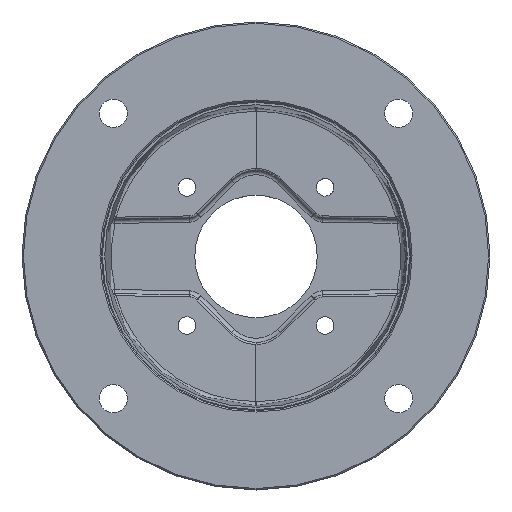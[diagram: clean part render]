
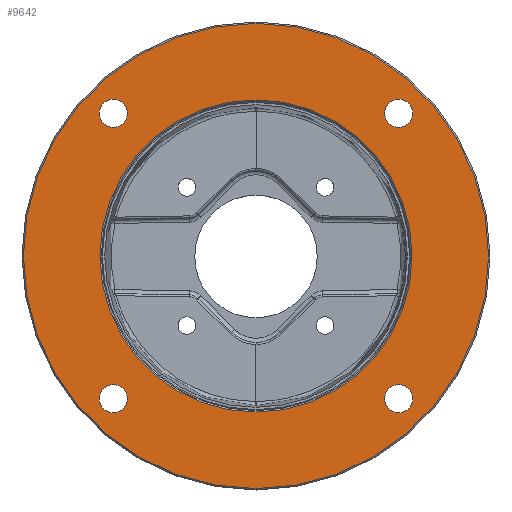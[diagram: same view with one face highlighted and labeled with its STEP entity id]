
A CAD part, top view. The second image highlights one B-rep face of the part: STEP entity #9642.
In plain terms, the highlighted planar face has unit normal (0, 0, 1).
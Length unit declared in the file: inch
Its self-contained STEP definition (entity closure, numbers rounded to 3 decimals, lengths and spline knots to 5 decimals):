
#12=CARTESIAN_POINT('',(0.,0.,-0.06));
#13=DIRECTION('',(0.,0.,1.));
#14=DIRECTION('',(0.,1.,0.));
#15=AXIS2_PLACEMENT_3D('',#12,#13,#14);
#21=CARTESIAN_POINT('',(0.,0.,-0.06));
#22=DIRECTION('',(0.,0.,-1.));
#23=DIRECTION('',(0.,1.,0.));
#24=AXIS2_PLACEMENT_3D('',#21,#22,#23);
#465=CARTESIAN_POINT('',(-2.07713,2.07713,-0.06));
#466=DIRECTION('',(0.,0.,-1.));
#467=DIRECTION('',(-0.707,0.707,0.));
#468=AXIS2_PLACEMENT_3D('',#465,#466,#467);
#470=CARTESIAN_POINT('',(-2.07713,2.07713,-0.06));
#471=DIRECTION('',(0.,0.,-1.));
#472=DIRECTION('',(0.707,-0.707,0.));
#473=AXIS2_PLACEMENT_3D('',#470,#471,#472);
#475=CARTESIAN_POINT('',(-2.07713,-2.07713,-0.06));
#476=DIRECTION('',(0.,0.,-1.));
#477=DIRECTION('',(-0.707,-0.707,0.));
#478=AXIS2_PLACEMENT_3D('',#475,#476,#477);
#480=CARTESIAN_POINT('',(-2.07713,-2.07713,-0.06));
#481=DIRECTION('',(0.,0.,-1.));
#482=DIRECTION('',(0.707,0.707,0.));
#483=AXIS2_PLACEMENT_3D('',#480,#481,#482);
#485=CARTESIAN_POINT('',(2.07713,-2.07713,-0.06));
#486=DIRECTION('',(0.,0.,-1.));
#487=DIRECTION('',(0.707,-0.707,0.));
#488=AXIS2_PLACEMENT_3D('',#485,#486,#487);
#490=CARTESIAN_POINT('',(2.07713,-2.07713,-0.06));
#491=DIRECTION('',(0.,0.,-1.));
#492=DIRECTION('',(-0.707,0.707,0.));
#493=AXIS2_PLACEMENT_3D('',#490,#491,#492);
#495=CARTESIAN_POINT('',(2.07713,2.07713,-0.06));
#496=DIRECTION('',(0.,0.,-1.));
#497=DIRECTION('',(0.707,0.707,0.));
#498=AXIS2_PLACEMENT_3D('',#495,#496,#497);
#500=CARTESIAN_POINT('',(2.07713,2.07713,-0.06));
#501=DIRECTION('',(0.,0.,-1.));
#502=DIRECTION('',(-0.707,-0.707,0.));
#503=AXIS2_PLACEMENT_3D('',#500,#501,#502);
#505=CARTESIAN_POINT('',(0.,0.,-0.06));
#506=DIRECTION('',(0.,0.,1.));
#507=DIRECTION('',(0.,1.,0.));
#508=AXIS2_PLACEMENT_3D('',#505,#506,#507);
#510=CARTESIAN_POINT('',(0.,0.,-0.06));
#511=DIRECTION('',(0.,0.,1.));
#512=DIRECTION('',(0.,-1.,0.));
#513=AXIS2_PLACEMENT_3D('',#510,#511,#512);
#8601=CARTESIAN_POINT('',(0.,3.385,-0.06));
#8602=CARTESIAN_POINT('',(0.,-3.385,-0.06));
#8603=VERTEX_POINT('',#8601);
#8604=VERTEX_POINT('',#8602);
#8629=CARTESIAN_POINT('',(-2.22208,2.22208,-0.06));
#8630=CARTESIAN_POINT('',(-1.93217,1.93217,-0.06));
#8631=VERTEX_POINT('',#8629);
#8632=VERTEX_POINT('',#8630);
#8649=CARTESIAN_POINT('',(-2.22208,-2.22208,-0.06));
#8650=CARTESIAN_POINT('',(-1.93217,-1.93217,-0.06));
#8651=VERTEX_POINT('',#8649);
#8652=VERTEX_POINT('',#8650);
#8657=CARTESIAN_POINT('',(2.22208,-2.22208,-0.06));
#8658=CARTESIAN_POINT('',(1.93217,-1.93217,-0.06));
#8659=VERTEX_POINT('',#8657);
#8660=VERTEX_POINT('',#8658);
#8665=CARTESIAN_POINT('',(2.22208,2.22208,-0.06));
#8666=CARTESIAN_POINT('',(1.93217,1.93217,-0.06));
#8667=VERTEX_POINT('',#8665);
#8668=VERTEX_POINT('',#8666);
#8689=CARTESIAN_POINT('',(0.,2.271,-0.06));
#8690=CARTESIAN_POINT('',(0.,-2.271,-0.06));
#8691=VERTEX_POINT('',#8689);
#8692=VERTEX_POINT('',#8690);
#9604=CARTESIAN_POINT('',(0.,0.,-0.06));
#9605=DIRECTION('',(0.,0.,1.));
#9606=DIRECTION('',(0.,1.,0.));
#9607=AXIS2_PLACEMENT_3D('',#9604,#9605,#9606);
#9608=PLANE('',#9607);
#9609=ORIENTED_EDGE('',*,*,#8796,.T.);
#9610=ORIENTED_EDGE('',*,*,#8781,.F.);
#9611=EDGE_LOOP('',(#9609,#9610));
#9612=FACE_OUTER_BOUND('',#9611,.F.);
#9614=ORIENTED_EDGE('',*,*,#9613,.F.);
#9616=ORIENTED_EDGE('',*,*,#9615,.F.);
#9617=EDGE_LOOP('',(#9614,#9616));
#9618=FACE_BOUND('',#9617,.F.);
#9620=ORIENTED_EDGE('',*,*,#9619,.F.);
#9622=ORIENTED_EDGE('',*,*,#9621,.F.);
#9623=EDGE_LOOP('',(#9620,#9622));
#9624=FACE_BOUND('',#9623,.F.);
#9626=ORIENTED_EDGE('',*,*,#9625,.F.);
#9628=ORIENTED_EDGE('',*,*,#9627,.F.);
#9629=EDGE_LOOP('',(#9626,#9628));
#9630=FACE_BOUND('',#9629,.F.);
#9632=ORIENTED_EDGE('',*,*,#9631,.F.);
#9634=ORIENTED_EDGE('',*,*,#9633,.F.);
#9635=EDGE_LOOP('',(#9632,#9634));
#9636=FACE_BOUND('',#9635,.F.);
#9638=ORIENTED_EDGE('',*,*,#9637,.T.);
#9639=ORIENTED_EDGE('',*,*,#9594,.T.);
#9640=EDGE_LOOP('',(#9638,#9639));
#9641=FACE_BOUND('',#9640,.F.);
#9642=ADVANCED_FACE('',(#9612,#9618,#9624,#9630,#9636,#9641),#9608,.T.);
#16=CIRCLE('',#15,3.385);
#25=CIRCLE('',#24,3.385);
#469=CIRCLE('',#468,0.205);
#474=CIRCLE('',#473,0.205);
#479=CIRCLE('',#478,0.205);
#484=CIRCLE('',#483,0.205);
#489=CIRCLE('',#488,0.205);
#494=CIRCLE('',#493,0.205);
#499=CIRCLE('',#498,0.205);
#504=CIRCLE('',#503,0.205);
#509=CIRCLE('',#508,2.271);
#514=CIRCLE('',#513,2.271);
#8781=EDGE_CURVE('',#8603,#8604,#16,.T.);
#8796=EDGE_CURVE('',#8603,#8604,#25,.T.);
#9594=EDGE_CURVE('',#8692,#8691,#514,.T.);
#9613=EDGE_CURVE('',#8631,#8632,#469,.T.);
#9615=EDGE_CURVE('',#8632,#8631,#474,.T.);
#9619=EDGE_CURVE('',#8651,#8652,#479,.T.);
#9621=EDGE_CURVE('',#8652,#8651,#484,.T.);
#9625=EDGE_CURVE('',#8659,#8660,#489,.T.);
#9627=EDGE_CURVE('',#8660,#8659,#494,.T.);
#9631=EDGE_CURVE('',#8667,#8668,#499,.T.);
#9633=EDGE_CURVE('',#8668,#8667,#504,.T.);
#9637=EDGE_CURVE('',#8691,#8692,#509,.T.);
